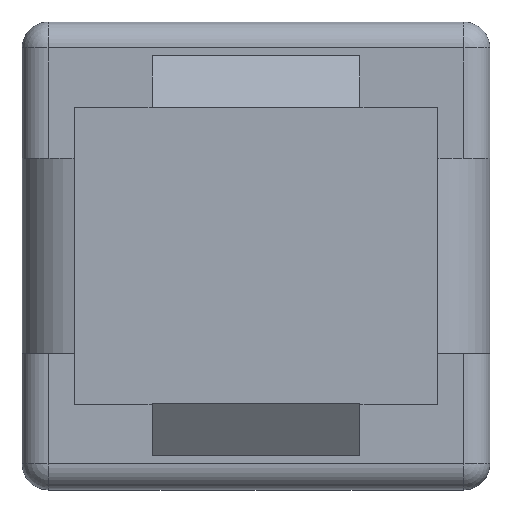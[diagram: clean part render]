
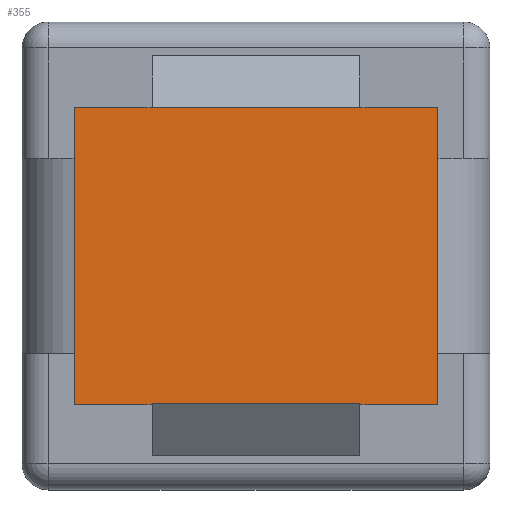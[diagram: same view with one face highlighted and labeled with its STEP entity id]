
A CAD part, top view. The second image highlights one B-rep face of the part: STEP entity #355.
In plain terms, the highlighted planar face has unit normal (0, 0, 1).
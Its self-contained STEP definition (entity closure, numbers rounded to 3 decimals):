
#284=CARTESIAN_POINT('',(-0.,23.,2.));
#285=DIRECTION('',(-0.,-0.,1.));
#286=DIRECTION('',(0.,1.,0.));
#287=AXIS2_PLACEMENT_3D('',#284,#285,#286);
#288=PLANE('',#287);
#289=CARTESIAN_POINT('',(3.5,17.2,2.));
#290=VERTEX_POINT('',#289);
#291=CARTESIAN_POINT('',(7.,17.2,2.));
#292=VERTEX_POINT('',#291);
#293=CARTESIAN_POINT('',(3.5,17.2,2.));
#294=DIRECTION('',(1.,-0.,0.));
#295=VECTOR('',#294,3.5);
#296=LINE('',#293,#295);
#297=EDGE_CURVE('',#290,#292,#296,.T.);
#298=ORIENTED_EDGE('',*,*,#297,.F.);
#299=CARTESIAN_POINT('',(-3.5,17.2,2.));
#300=VERTEX_POINT('',#299);
#301=CARTESIAN_POINT('',(-3.5,17.2,2.));
#302=DIRECTION('',(1.,-0.,0.));
#303=VECTOR('',#302,7.);
#304=LINE('',#301,#303);
#305=EDGE_CURVE('',#300,#290,#304,.T.);
#306=ORIENTED_EDGE('',*,*,#305,.F.);
#307=CARTESIAN_POINT('',(-7.,17.2,2.));
#308=VERTEX_POINT('',#307);
#309=CARTESIAN_POINT('',(-7.,17.2,2.));
#310=DIRECTION('',(1.,-0.,0.));
#311=VECTOR('',#310,3.5);
#312=LINE('',#309,#311);
#313=EDGE_CURVE('',#308,#300,#312,.T.);
#314=ORIENTED_EDGE('',*,*,#313,.F.);
#315=CARTESIAN_POINT('',(-7.,5.8,2.));
#316=VERTEX_POINT('',#315);
#317=CARTESIAN_POINT('',(-7.,5.8,2.));
#318=DIRECTION('',(0.,1.,0.));
#319=VECTOR('',#318,11.4);
#320=LINE('',#317,#319);
#321=EDGE_CURVE('',#316,#308,#320,.T.);
#322=ORIENTED_EDGE('',*,*,#321,.F.);
#323=CARTESIAN_POINT('',(-3.5,5.8,2.));
#324=VERTEX_POINT('',#323);
#325=CARTESIAN_POINT('',(-3.5,5.8,2.));
#326=DIRECTION('',(-1.,-0.,-0.));
#327=VECTOR('',#326,3.5);
#328=LINE('',#325,#327);
#329=EDGE_CURVE('',#324,#316,#328,.T.);
#330=ORIENTED_EDGE('',*,*,#329,.F.);
#331=CARTESIAN_POINT('',(3.5,5.8,2.));
#332=VERTEX_POINT('',#331);
#333=CARTESIAN_POINT('',(3.5,5.8,2.));
#334=DIRECTION('',(-1.,-0.,-0.));
#335=VECTOR('',#334,7.);
#336=LINE('',#333,#335);
#337=EDGE_CURVE('',#332,#324,#336,.T.);
#338=ORIENTED_EDGE('',*,*,#337,.F.);
#339=CARTESIAN_POINT('',(7.,5.8,2.));
#340=VERTEX_POINT('',#339);
#341=CARTESIAN_POINT('',(7.,5.8,2.));
#342=DIRECTION('',(-1.,-0.,-0.));
#343=VECTOR('',#342,3.5);
#344=LINE('',#341,#343);
#345=EDGE_CURVE('',#340,#332,#344,.T.);
#346=ORIENTED_EDGE('',*,*,#345,.F.);
#347=CARTESIAN_POINT('',(7.,17.2,2.));
#348=DIRECTION('',(-0.,-1.,-0.));
#349=VECTOR('',#348,11.4);
#350=LINE('',#347,#349);
#351=EDGE_CURVE('',#292,#340,#350,.T.);
#352=ORIENTED_EDGE('',*,*,#351,.F.);
#353=EDGE_LOOP('',(#298,#306,#314,#322,#330,#338,#346,#352));
#354=FACE_BOUND('',#353,.T.);
#355=ADVANCED_FACE('',(#354),#288,.T.);
